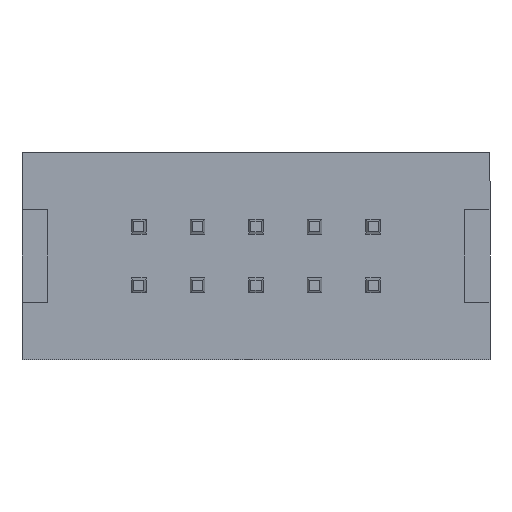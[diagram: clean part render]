
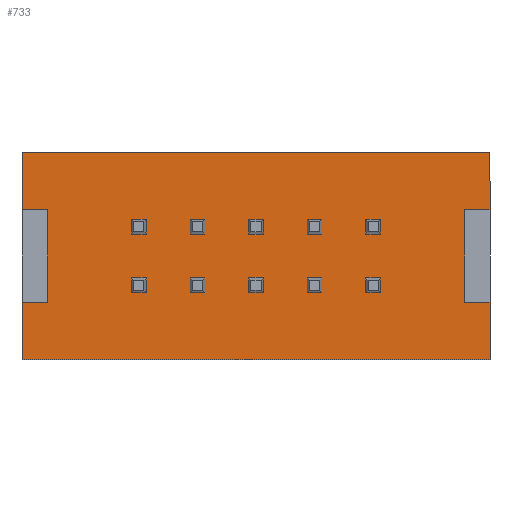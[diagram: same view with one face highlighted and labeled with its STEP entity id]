
A CAD part, front view. The second image highlights one B-rep face of the part: STEP entity #733.
In plain terms, the highlighted planar face has unit normal (0, -1, 0).
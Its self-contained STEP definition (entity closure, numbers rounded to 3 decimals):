
#6 = LINE ( 'NONE', #377, #1173 ) ;
#8 = CARTESIAN_POINT ( 'NONE',  ( -10.15, 0., 4.5 ) ) ;
#18 = LINE ( 'NONE', #1364, #583 ) ;
#22 = FACE_OUTER_BOUND ( 'NONE', #708, .T. ) ;
#25 = CARTESIAN_POINT ( 'NONE',  ( -9.05, 0., -2. ) ) ;
#31 = CARTESIAN_POINT ( 'NONE',  ( 10.15, 0., -4.5 ) ) ;
#33 = CARTESIAN_POINT ( 'NONE',  ( 9.05, 0., -2. ) ) ;
#34 = CARTESIAN_POINT ( 'NONE',  ( -1.161, 0., 2. ) ) ;
#41 = EDGE_CURVE ( 'NONE', #1079, #924, #874, .T. ) ;
#75 = LINE ( 'NONE', #34, #1248 ) ;
#79 = EDGE_CURVE ( 'NONE', #980, #1079, #75, .T. ) ;
#92 = ORIENTED_EDGE ( 'NONE', *, *, #1201, .T. ) ;
#99 = CARTESIAN_POINT ( 'NONE',  ( 9.05, 0., 2. ) ) ;
#109 = ORIENTED_EDGE ( 'NONE', *, *, #497, .T. ) ;
#173 = LINE ( 'NONE', #853, #778 ) ;
#183 = EDGE_CURVE ( 'NONE', #924, #495, #540, .T. ) ;
#187 = DIRECTION ( 'NONE',  ( -1., 0., 0. ) ) ;
#207 = CARTESIAN_POINT ( 'NONE',  ( -10.15, 0., -4.5 ) ) ;
#214 = ORIENTED_EDGE ( 'NONE', *, *, #846, .F. ) ;
#233 = EDGE_CURVE ( 'NONE', #1215, #1225, #1300, .T. ) ;
#266 = DIRECTION ( 'NONE',  ( 1., 0., 0. ) ) ;
#272 = DIRECTION ( 'NONE',  ( -1., 0., 0. ) ) ;
#295 = CARTESIAN_POINT ( 'NONE',  ( -10.15, 0., 4.5 ) ) ;
#297 = VERTEX_POINT ( 'NONE', #25 ) ;
#336 = ORIENTED_EDGE ( 'NONE', *, *, #1130, .F. ) ;
#352 = LINE ( 'NONE', #1329, #882 ) ;
#371 = CARTESIAN_POINT ( 'NONE',  ( 1.161, 0., -2. ) ) ;
#377 = CARTESIAN_POINT ( 'NONE',  ( 9.05, 0., -2. ) ) ;
#399 = VECTOR ( 'NONE', #801, 1000. ) ;
#430 = VERTEX_POINT ( 'NONE', #680 ) ;
#477 = EDGE_CURVE ( 'NONE', #625, #759, #1417, .T. ) ;
#495 = VERTEX_POINT ( 'NONE', #648 ) ;
#497 = EDGE_CURVE ( 'NONE', #297, #914, #352, .T. ) ;
#540 = LINE ( 'NONE', #295, #1043 ) ;
#543 = CARTESIAN_POINT ( 'NONE',  ( 10.15, 0., -4.5 ) ) ;
#546 = EDGE_CURVE ( 'NONE', #759, #914, #173, .T. ) ;
#551 = CARTESIAN_POINT ( 'NONE',  ( -10.15, 0., -4.5 ) ) ;
#583 = VECTOR ( 'NONE', #730, 1000. ) ;
#600 = DIRECTION ( 'NONE',  ( 0., 0., -1. ) ) ;
#601 = VECTOR ( 'NONE', #683, 1000. ) ;
#625 = VERTEX_POINT ( 'NONE', #543 ) ;
#642 = DIRECTION ( 'NONE',  ( 0., 0., 1. ) ) ;
#648 = CARTESIAN_POINT ( 'NONE',  ( 10.15, 0., 4.5 ) ) ;
#680 = CARTESIAN_POINT ( 'NONE',  ( 10.15, 0., 2. ) ) ;
#683 = DIRECTION ( 'NONE',  ( 0., 0., -1. ) ) ;
#691 = ORIENTED_EDGE ( 'NONE', *, *, #183, .F. ) ;
#708 = EDGE_LOOP ( 'NONE', ( #1132, #1314, #336, #997, #214, #691, #1368, #905, #92, #109, #1319, #1188 ) ) ;
#712 = CARTESIAN_POINT ( 'NONE',  ( -10.15, 0., 2. ) ) ;
#730 = DIRECTION ( 'NONE',  ( 0., 0., -1. ) ) ;
#733 = ADVANCED_FACE ( 'NONE', ( #22 ), #975, .F. ) ;
#748 = DIRECTION ( 'NONE',  ( 1., 0., 0. ) ) ;
#753 = CARTESIAN_POINT ( 'NONE',  ( -10.15, 0., -4.5 ) ) ;
#759 = VERTEX_POINT ( 'NONE', #551 ) ;
#778 = VECTOR ( 'NONE', #642, 1000. ) ;
#790 = VERTEX_POINT ( 'NONE', #99 ) ;
#796 = CARTESIAN_POINT ( 'NONE',  ( -9.05, 0., 2. ) ) ;
#801 = DIRECTION ( 'NONE',  ( 1., 0., 0. ) ) ;
#846 = EDGE_CURVE ( 'NONE', #495, #430, #1177, .T. ) ;
#853 = CARTESIAN_POINT ( 'NONE',  ( -10.15, 0., -4.5 ) ) ;
#855 = AXIS2_PLACEMENT_3D ( 'NONE', #978, #1104, #1423 ) ;
#874 = LINE ( 'NONE', #207, #1134 ) ;
#882 = VECTOR ( 'NONE', #1026, 1000. ) ;
#890 = CARTESIAN_POINT ( 'NONE',  ( -10.15, 0., -2. ) ) ;
#905 = ORIENTED_EDGE ( 'NONE', *, *, #79, .F. ) ;
#912 = LINE ( 'NONE', #31, #931 ) ;
#914 = VERTEX_POINT ( 'NONE', #890 ) ;
#922 = DIRECTION ( 'NONE',  ( 0., 0., -1. ) ) ;
#924 = VERTEX_POINT ( 'NONE', #8 ) ;
#931 = VECTOR ( 'NONE', #922, 1000. ) ;
#975 = PLANE ( 'NONE',  #855 ) ;
#977 = DIRECTION ( 'NONE',  ( 0., 0., 1. ) ) ;
#978 = CARTESIAN_POINT ( 'NONE',  ( 0., 0., 0. ) ) ;
#980 = VERTEX_POINT ( 'NONE', #796 ) ;
#997 = ORIENTED_EDGE ( 'NONE', *, *, #1223, .T. ) ;
#1021 = VECTOR ( 'NONE', #266, 1000. ) ;
#1026 = DIRECTION ( 'NONE',  ( -1., 0., 0. ) ) ;
#1043 = VECTOR ( 'NONE', #748, 1000. ) ;
#1057 = CARTESIAN_POINT ( 'NONE',  ( 1.161, 0., 2. ) ) ;
#1079 = VERTEX_POINT ( 'NONE', #712 ) ;
#1081 = EDGE_CURVE ( 'NONE', #1225, #625, #912, .T. ) ;
#1104 = DIRECTION ( 'NONE',  ( 0., 1., 0. ) ) ;
#1129 = VECTOR ( 'NONE', #187, 1000. ) ;
#1130 = EDGE_CURVE ( 'NONE', #790, #1215, #6, .T. ) ;
#1131 = CARTESIAN_POINT ( 'NONE',  ( 10.15, 0., -4.5 ) ) ;
#1132 = ORIENTED_EDGE ( 'NONE', *, *, #1081, .F. ) ;
#1134 = VECTOR ( 'NONE', #977, 1000. ) ;
#1154 = LINE ( 'NONE', #1057, #1021 ) ;
#1173 = VECTOR ( 'NONE', #600, 1000. ) ;
#1177 = LINE ( 'NONE', #1131, #601 ) ;
#1188 = ORIENTED_EDGE ( 'NONE', *, *, #477, .F. ) ;
#1201 = EDGE_CURVE ( 'NONE', #980, #297, #18, .T. ) ;
#1215 = VERTEX_POINT ( 'NONE', #33 ) ;
#1223 = EDGE_CURVE ( 'NONE', #790, #430, #1154, .T. ) ;
#1225 = VERTEX_POINT ( 'NONE', #1361 ) ;
#1248 = VECTOR ( 'NONE', #272, 1000. ) ;
#1300 = LINE ( 'NONE', #371, #399 ) ;
#1314 = ORIENTED_EDGE ( 'NONE', *, *, #233, .F. ) ;
#1319 = ORIENTED_EDGE ( 'NONE', *, *, #546, .F. ) ;
#1329 = CARTESIAN_POINT ( 'NONE',  ( -1.161, 0., -2. ) ) ;
#1361 = CARTESIAN_POINT ( 'NONE',  ( 10.15, 0., -2. ) ) ;
#1364 = CARTESIAN_POINT ( 'NONE',  ( -9.05, 0., -2. ) ) ;
#1368 = ORIENTED_EDGE ( 'NONE', *, *, #41, .F. ) ;
#1417 = LINE ( 'NONE', #753, #1129 ) ;
#1423 = DIRECTION ( 'NONE',  ( 0., 0., 1. ) ) ;
